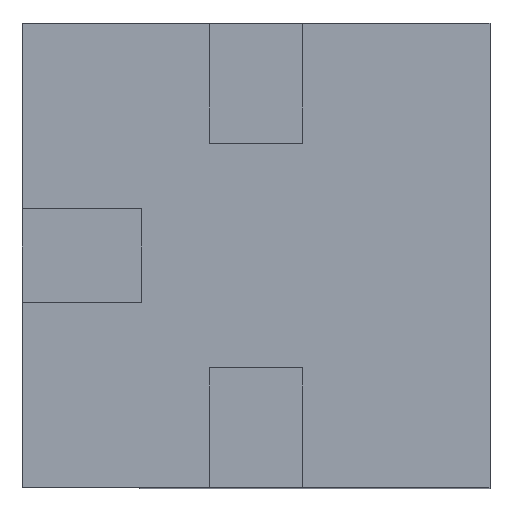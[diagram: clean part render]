
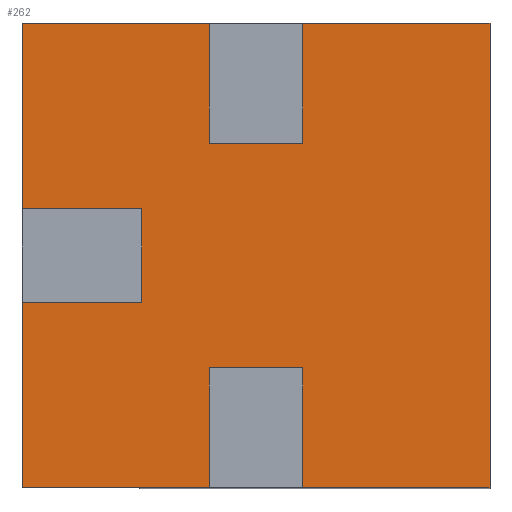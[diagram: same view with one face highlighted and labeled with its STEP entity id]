
A CAD part, top view. The second image highlights one B-rep face of the part: STEP entity #262.
In plain terms, the highlighted planar face has unit normal (0, 0, 1).
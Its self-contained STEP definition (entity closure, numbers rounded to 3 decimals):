
#44=LINE('',#1198,#121);
#48=LINE('',#1206,#125);
#49=LINE('',#1208,#126);
#50=LINE('',#1211,#127);
#51=LINE('',#1212,#128);
#52=LINE('',#1214,#129);
#53=LINE('',#1216,#130);
#54=LINE('',#1217,#131);
#55=LINE('',#1219,#132);
#56=LINE('',#1221,#133);
#57=LINE('',#1223,#134);
#58=LINE('',#1225,#135);
#59=LINE('',#1227,#136);
#60=LINE('',#1229,#137);
#61=LINE('',#1231,#138);
#62=LINE('',#1233,#139);
#121=VECTOR('',#915,1.);
#125=VECTOR('',#919,1.);
#126=VECTOR('',#922,1.);
#127=VECTOR('',#923,1.);
#128=VECTOR('',#924,1.);
#129=VECTOR('',#925,1.);
#130=VECTOR('',#926,1.);
#131=VECTOR('',#927,1.);
#132=VECTOR('',#928,1.);
#133=VECTOR('',#929,1.);
#134=VECTOR('',#930,1.);
#135=VECTOR('',#931,1.);
#136=VECTOR('',#932,1.);
#137=VECTOR('',#933,1.);
#138=VECTOR('',#934,1.);
#139=VECTOR('',#935,1.);
#195=PLANE('',#826);
#226=FACE_OUTER_BOUND('',#341,.T.);
#262=ADVANCED_FACE('',(#226),#195,.T.);
#341=EDGE_LOOP('',(#408,#409,#410,#411,#412,#413,#414,#415,#416,#417,#418,
#419,#420,#421,#422,#423));
#408=ORIENTED_EDGE('',*,*,#684,.T.);
#409=ORIENTED_EDGE('',*,*,#685,.F.);
#410=ORIENTED_EDGE('',*,*,#683,.F.);
#411=ORIENTED_EDGE('',*,*,#686,.T.);
#412=ORIENTED_EDGE('',*,*,#687,.T.);
#413=ORIENTED_EDGE('',*,*,#688,.T.);
#414=ORIENTED_EDGE('',*,*,#679,.F.);
#415=ORIENTED_EDGE('',*,*,#689,.T.);
#416=ORIENTED_EDGE('',*,*,#690,.T.);
#417=ORIENTED_EDGE('',*,*,#691,.T.);
#418=ORIENTED_EDGE('',*,*,#692,.T.);
#419=ORIENTED_EDGE('',*,*,#693,.T.);
#420=ORIENTED_EDGE('',*,*,#694,.T.);
#421=ORIENTED_EDGE('',*,*,#695,.F.);
#422=ORIENTED_EDGE('',*,*,#696,.T.);
#423=ORIENTED_EDGE('',*,*,#697,.T.);
#605=VERTEX_POINT('',#1195);
#606=VERTEX_POINT('',#1197);
#607=VERTEX_POINT('',#1199);
#610=VERTEX_POINT('',#1205);
#611=VERTEX_POINT('',#1209);
#612=VERTEX_POINT('',#1210);
#613=VERTEX_POINT('',#1213);
#614=VERTEX_POINT('',#1215);
#615=VERTEX_POINT('',#1218);
#616=VERTEX_POINT('',#1220);
#617=VERTEX_POINT('',#1222);
#618=VERTEX_POINT('',#1224);
#619=VERTEX_POINT('',#1226);
#620=VERTEX_POINT('',#1228);
#621=VERTEX_POINT('',#1230);
#622=VERTEX_POINT('',#1232);
#679=EDGE_CURVE('',#606,#607,#44,.T.);
#683=EDGE_CURVE('',#610,#605,#48,.T.);
#684=EDGE_CURVE('',#611,#612,#49,.T.);
#685=EDGE_CURVE('',#605,#612,#50,.T.);
#686=EDGE_CURVE('',#610,#613,#51,.T.);
#687=EDGE_CURVE('',#613,#614,#52,.T.);
#688=EDGE_CURVE('',#614,#607,#53,.T.);
#689=EDGE_CURVE('',#606,#615,#54,.T.);
#690=EDGE_CURVE('',#615,#616,#55,.T.);
#691=EDGE_CURVE('',#616,#617,#56,.T.);
#692=EDGE_CURVE('',#617,#618,#57,.T.);
#693=EDGE_CURVE('',#618,#619,#58,.T.);
#694=EDGE_CURVE('',#619,#620,#59,.T.);
#695=EDGE_CURVE('',#621,#620,#60,.T.);
#696=EDGE_CURVE('',#621,#622,#61,.T.);
#697=EDGE_CURVE('',#622,#611,#62,.T.);
#826=AXIS2_PLACEMENT_3D('',#1234,#936,#937);
#915=DIRECTION('',(0.,1.,0.));
#919=DIRECTION('',(0.,1.,0.));
#922=DIRECTION('',(0.,1.,0.));
#923=DIRECTION('',(1.,0.,0.));
#924=DIRECTION('',(1.,0.,0.));
#925=DIRECTION('',(0.,-1.,0.));
#926=DIRECTION('',(-1.,0.,0.));
#927=DIRECTION('',(1.,0.,0.));
#928=DIRECTION('',(0.,1.,0.));
#929=DIRECTION('',(1.,0.,0.));
#930=DIRECTION('',(0.,-1.,0.));
#931=DIRECTION('',(1.,0.,0.));
#932=DIRECTION('',(0.,1.,0.));
#933=DIRECTION('',(1.,0.,0.));
#934=DIRECTION('',(0.,-1.,0.));
#935=DIRECTION('',(-1.,0.,0.));
#936=DIRECTION('',(0.,0.,1.));
#937=DIRECTION('',(1.,0.,0.));
#1195=CARTESIAN_POINT('',(-62.5,62.,0.));
#1197=CARTESIAN_POINT('',(-62.5,-62.,0.));
#1198=CARTESIAN_POINT('',(-62.5,-62.,0.));
#1199=CARTESIAN_POINT('',(-62.5,-12.5,0.));
#1205=CARTESIAN_POINT('',(-62.5,12.5,0.));
#1206=CARTESIAN_POINT('',(-62.5,-62.,0.));
#1208=CARTESIAN_POINT('',(-12.5,30.,0.));
#1209=CARTESIAN_POINT('',(-12.5,30.,0.));
#1210=CARTESIAN_POINT('',(-12.5,62.,0.));
#1211=CARTESIAN_POINT('',(-62.5,62.,0.));
#1212=CARTESIAN_POINT('',(-62.5,12.5,0.));
#1213=CARTESIAN_POINT('',(-30.5,12.5,0.));
#1214=CARTESIAN_POINT('',(-30.5,-12.5,0.));
#1215=CARTESIAN_POINT('',(-30.5,-12.5,0.));
#1216=CARTESIAN_POINT('',(-30.5,-12.5,0.));
#1217=CARTESIAN_POINT('',(-62.5,-62.,0.));
#1218=CARTESIAN_POINT('',(-12.5,-62.,0.));
#1219=CARTESIAN_POINT('',(-12.5,-62.,0.));
#1220=CARTESIAN_POINT('',(-12.5,-30.,0.));
#1221=CARTESIAN_POINT('',(-12.5,-30.,0.));
#1222=CARTESIAN_POINT('',(12.5,-30.,0.));
#1223=CARTESIAN_POINT('',(12.5,-30.,0.));
#1224=CARTESIAN_POINT('',(12.5,-62.,0.));
#1225=CARTESIAN_POINT('',(-62.5,-62.,0.));
#1226=CARTESIAN_POINT('',(62.5,-62.,0.));
#1227=CARTESIAN_POINT('',(62.5,-62.,0.));
#1228=CARTESIAN_POINT('',(62.5,62.,0.));
#1229=CARTESIAN_POINT('',(-62.5,62.,0.));
#1230=CARTESIAN_POINT('',(12.5,62.,0.));
#1231=CARTESIAN_POINT('',(12.5,62.,0.));
#1232=CARTESIAN_POINT('',(12.5,30.,0.));
#1233=CARTESIAN_POINT('',(-12.5,30.,0.));
#1234=CARTESIAN_POINT('',(-62.5,-62.,0.));
